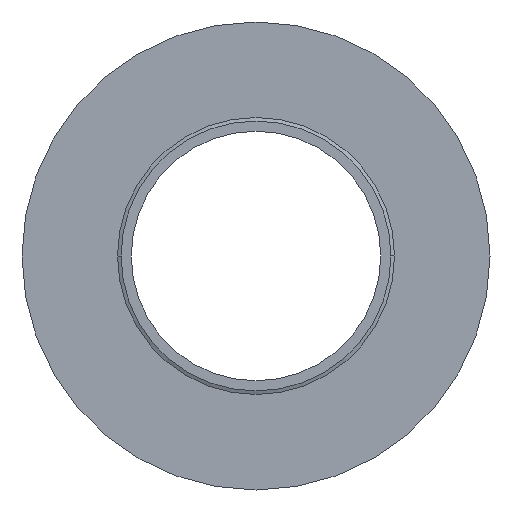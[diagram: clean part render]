
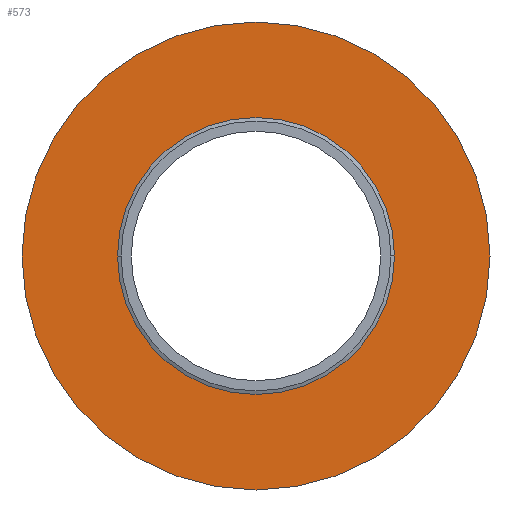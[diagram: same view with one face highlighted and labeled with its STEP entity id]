
A CAD part, front view. The second image highlights one B-rep face of the part: STEP entity #573.
In plain terms, the highlighted planar face has unit normal (0, -1, 0).
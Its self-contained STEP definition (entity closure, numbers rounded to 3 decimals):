
#49 = FACE_OUTER_BOUND ( 'NONE', #67, .T. ) ;
#66 = CIRCLE ( 'NONE', #277, 3.55 ) ;
#67 = EDGE_LOOP ( 'NONE', ( #160, #219 ) ) ;
#87 = CIRCLE ( 'NONE', #326, 3.55 ) ;
#145 = ORIENTED_EDGE ( 'NONE', *, *, #238, .F. ) ;
#160 = ORIENTED_EDGE ( 'NONE', *, *, #297, .T. ) ;
#166 = FACE_BOUND ( 'NONE', #191, .T. ) ;
#170 = CIRCLE ( 'NONE', #275, 6. ) ;
#191 = EDGE_LOOP ( 'NONE', ( #145, #222 ) ) ;
#194 = CIRCLE ( 'NONE', #284, 6. ) ;
#219 = ORIENTED_EDGE ( 'NONE', *, *, #306, .T. ) ;
#222 = ORIENTED_EDGE ( 'NONE', *, *, #310, .F. ) ;
#232 = AXIS2_PLACEMENT_3D ( 'NONE', #387, #376, #374 ) ;
#238 = EDGE_CURVE ( 'NONE', #544, #541, #87, .T. ) ;
#275 = AXIS2_PLACEMENT_3D ( 'NONE', #493, #484, #483 ) ;
#277 = AXIS2_PLACEMENT_3D ( 'NONE', #475, #474, #473 ) ;
#284 = AXIS2_PLACEMENT_3D ( 'NONE', #497, #509, #514 ) ;
#297 = EDGE_CURVE ( 'NONE', #545, #538, #194, .T. ) ;
#306 = EDGE_CURVE ( 'NONE', #538, #545, #170, .T. ) ;
#310 = EDGE_CURVE ( 'NONE', #541, #544, #66, .T. ) ;
#326 = AXIS2_PLACEMENT_3D ( 'NONE', #490, #531, #530 ) ;
#374 = DIRECTION ( 'NONE',  ( 0., 0., 1. ) ) ;
#376 = DIRECTION ( 'NONE',  ( 0., 1., 0. ) ) ;
#387 = CARTESIAN_POINT ( 'NONE',  ( -1.48, 0., 0. ) ) ;
#391 = PLANE ( 'NONE',  #232 ) ;
#430 = CARTESIAN_POINT ( 'NONE',  ( 0., 0., -6. ) ) ;
#434 = CARTESIAN_POINT ( 'NONE',  ( 0., 0., 3.55 ) ) ;
#436 = CARTESIAN_POINT ( 'NONE',  ( 0., 0., 6. ) ) ;
#439 = CARTESIAN_POINT ( 'NONE',  ( 0., 0., -3.55 ) ) ;
#473 = DIRECTION ( 'NONE',  ( 0., 0., -1. ) ) ;
#474 = DIRECTION ( 'NONE',  ( 0., -1., 0. ) ) ;
#475 = CARTESIAN_POINT ( 'NONE',  ( 0., 0., 0. ) ) ;
#483 = DIRECTION ( 'NONE',  ( 0., 0., -1. ) ) ;
#484 = DIRECTION ( 'NONE',  ( 0., -1., 0. ) ) ;
#490 = CARTESIAN_POINT ( 'NONE',  ( 0., 0., 0. ) ) ;
#493 = CARTESIAN_POINT ( 'NONE',  ( 0., 0., 0. ) ) ;
#497 = CARTESIAN_POINT ( 'NONE',  ( 0., 0., 0. ) ) ;
#509 = DIRECTION ( 'NONE',  ( 0., -1., 0. ) ) ;
#514 = DIRECTION ( 'NONE',  ( 0., 0., -1. ) ) ;
#530 = DIRECTION ( 'NONE',  ( 0., 0., -1. ) ) ;
#531 = DIRECTION ( 'NONE',  ( 0., -1., 0. ) ) ;
#538 = VERTEX_POINT ( 'NONE', #436 ) ;
#541 = VERTEX_POINT ( 'NONE', #434 ) ;
#544 = VERTEX_POINT ( 'NONE', #439 ) ;
#545 = VERTEX_POINT ( 'NONE', #430 ) ;
#573 = ADVANCED_FACE ( 'NONE', ( #166, #49 ), #391, .F. ) ;
